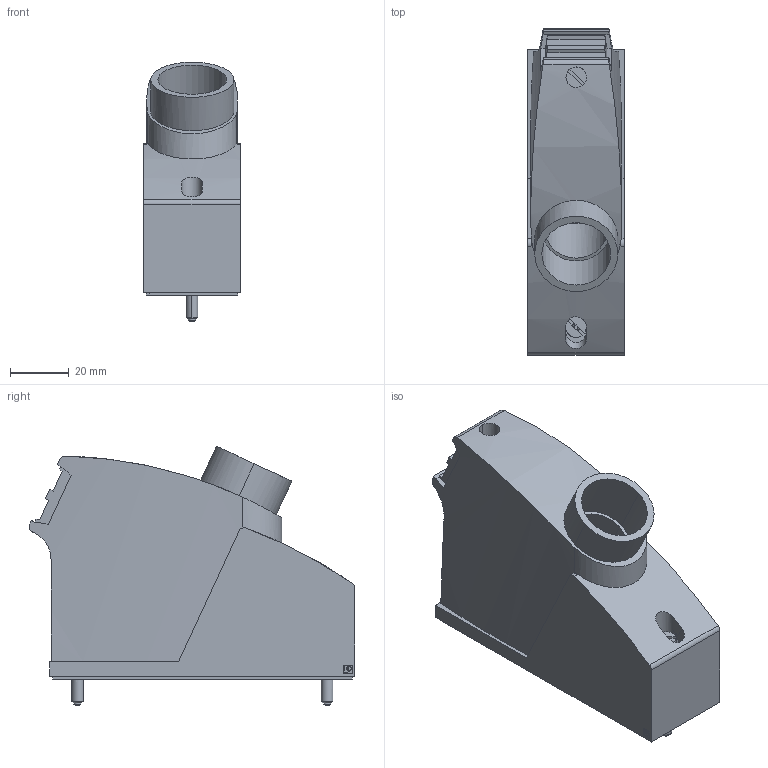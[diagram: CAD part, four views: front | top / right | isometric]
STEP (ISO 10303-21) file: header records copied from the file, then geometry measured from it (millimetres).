
FILE_DESCRIPTION(('Creo Elements/Direct Modeling STEP Export'),'2;1');
FILE_NAME('model.stp','2020-11-03T10:38:56',(''),(''),'Creo Elements/Direct Modeling STEP processor for AP214 (Solid Model)','Creo Elements/Direct Modeling 20.1A 29-Sep-2018 (C) Parametric Technology GmbH','');
FILE_SCHEMA(('AUTOMOTIVE_DESIGN { 1 0 10303 214 1 1 1 1 }'));
Length unit declared in the file: millimetre
Products named in the file (2): VC-MEMV-T4-Z
Assembly tree (1 placements, depth 2):
  VC-MEMV-T4-Z
    VC-MEMV-T4-Z
Bounding box: 33 x 111 x 88.45 mm (x, y, z)
Volume: 69834 mm3; surface area: 29437.2 mm2
Topology: 1 solids, 1 shells, 179 faces, 470 edges, 315 vertices
Faces by surface type: plane 99, cylinder 65, cone 13, torus 2
Entity records: 10361 total; most frequent: CARTESIAN_POINT 4504, ORIENTED_EDGE 940, DIRECTION 854, EDGE_CURVE 470, VERTEX_POINT 315, AXIS2_PLACEMENT_3D 294, VECTOR 266, LINE 266
